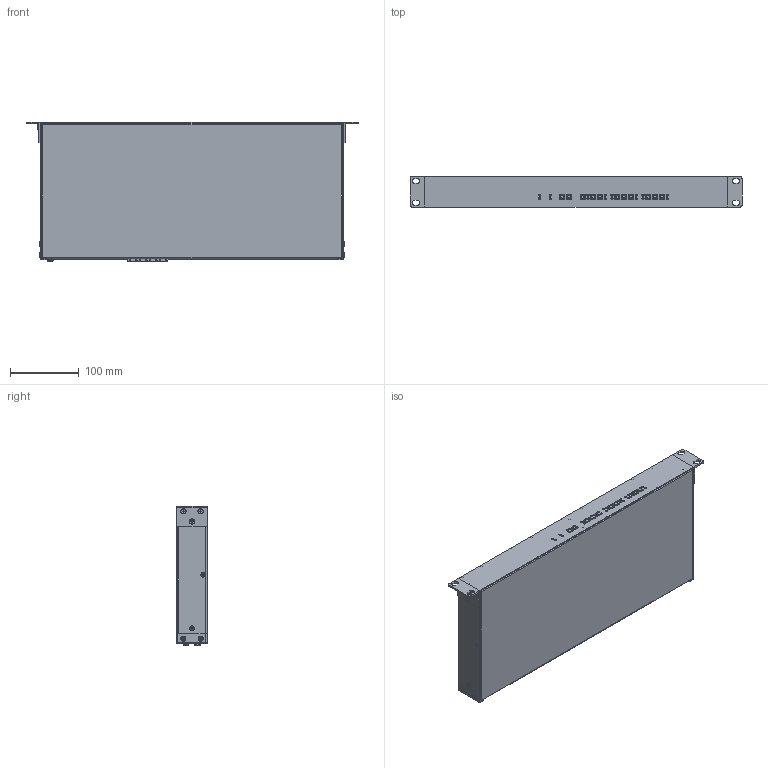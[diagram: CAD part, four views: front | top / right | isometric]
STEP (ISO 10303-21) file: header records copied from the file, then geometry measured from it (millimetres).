
FILE_DESCRIPTION((''),'2;1');
FILE_NAME('3024_SIFANG_ASM_2__ASM_25_ASM_ASM','2022-10-20T',('jitianxu'),(''),'PRO/ENGINEER BY PARAMETRIC TECHNOLOGY CORPORATION, 2009360','PRO/ENGINEER BY PARAMETRIC TECHNOLOGY CORPORATION, 2009360','');
FILE_SCHEMA(('AUTOMOTIVE_DESIGN_CC2 { 1 2 10303 214 -1 1 5 2 }'));
Length unit declared in the file: millimetre
Products named in the file (19): 5-5_08DAIFALAN_1; 5-5_08_1; 5-5_08DAIFALAN_ASM_1_ASM_ASM; MANIFOLD_SOLID_BREP_119032; DIBAN-BANJIN3_17_ASM_ASM; 3-5_08DAIFALAN_1; BANJINSHANGGAI3_11; QIANMIANBAN-BANJIN_9; 1X4LED_1; 2X4-RJ45_3; 102990201-1-1SFP-PUL_2; 107022026-1-1RJ45-XM_2; 104102005-1-2LED-LEK_1; SHRAPNEL_1_1; M4-5_1_1; GUAER__1; M4-8_1; 25-40000_1; 3024_SIFANG_ASM_2__ASM_25_ASM_ASM
Assembly tree (87 placements, depth 3):
  3024_SIFANG_ASM_2__ASM_25_ASM_ASM
    5-5_08DAIFALAN_ASM_1_ASM_ASM
      5-5_08DAIFALAN_1
      5-5_08_1
    DIBAN-BANJIN3_17_ASM_ASM
      MANIFOLD_SOLID_BREP_119032
    3-5_08DAIFALAN_1
    BANJINSHANGGAI3_11
    QIANMIANBAN-BANJIN_9
    1X4LED_1  x9
    2X4-RJ45_3  x3
    102990201-1-1SFP-PUL_2  x4
    107022026-1-1RJ45-XM_2
    104102005-1-2LED-LEK_1  x30
    SHRAPNEL_1_1
    M4-5_1_1
    GUAER__1  x2
    M4-8_1  x12
    25-40000_1  x16
Bounding box: 482.6 x 44 x 203.4 mm (x, y, z)
Volume: 527335.4 mm3; surface area: 669752.9 mm2
Topology: 85 solids, 86 shells, 5438 faces, 14247 edges, 9392 vertices
Faces by surface type: plane 3545, cylinder 1517, sphere 192, cone 100, torus 68, extrusion 16
Entity records: 71163 total; most frequent: CARTESIAN_POINT 11677, DIRECTION 11105, ORIENTED_EDGE 10822, EDGE_CURVE 5411, VECTOR 3703, AXIS2_PLACEMENT_3D 3701, LINE 3687, VERTEX_POINT 3582
